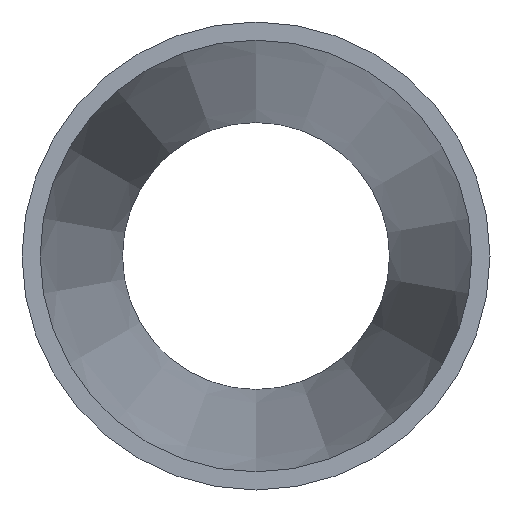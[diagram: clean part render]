
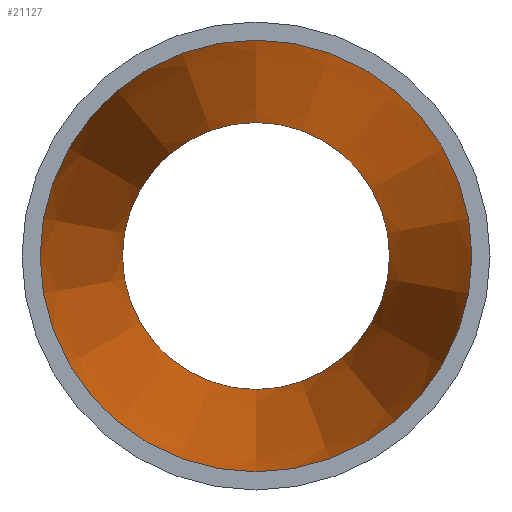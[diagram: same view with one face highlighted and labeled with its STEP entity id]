
A CAD part, front view. The second image highlights one B-rep face of the part: STEP entity #21127.
In plain terms, the highlighted conical face has half-angle 6.865 degrees and reference radius 23.986 mm.
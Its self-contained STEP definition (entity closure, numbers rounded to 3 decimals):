
#557 = DIRECTION ( 'NONE',  ( 0., -1., 0. ) ) ;
#1525 = AXIS2_PLACEMENT_3D ( 'NONE', #3939, #14536, #5786 ) ;
#2588 = CIRCLE ( 'NONE', #12245, 23.986 ) ;
#3939 = CARTESIAN_POINT ( 'NONE',  ( 0., 0., 0. ) ) ;
#4495 = CONICAL_SURFACE ( 'NONE', #1525, 23.986, 0.12 ) ;
#4578 = VERTEX_POINT ( 'NONE', #22614 ) ;
#5401 = CIRCLE ( 'NONE', #18427, 14.836 ) ;
#5786 = DIRECTION ( 'NONE',  ( 0., 0., -1. ) ) ;
#6944 = EDGE_LOOP ( 'NONE', ( #21354 ) ) ;
#10473 = DIRECTION ( 'NONE',  ( 0., 0., -1. ) ) ;
#10666 = FACE_OUTER_BOUND ( 'NONE', #11924, .T. ) ;
#11924 = EDGE_LOOP ( 'NONE', ( #17717 ) ) ;
#12020 = VERTEX_POINT ( 'NONE', #19128 ) ;
#12245 = AXIS2_PLACEMENT_3D ( 'NONE', #16861, #557, #20138 ) ;
#12591 = DIRECTION ( 'NONE',  ( 0., -1., 0. ) ) ;
#12675 = FACE_BOUND ( 'NONE', #6944, .T. ) ;
#14536 = DIRECTION ( 'NONE',  ( 0., -1., 0. ) ) ;
#14733 = EDGE_CURVE ( 'NONE', #12020, #12020, #5401, .T. ) ;
#16861 = CARTESIAN_POINT ( 'NONE',  ( 0., 0., 0. ) ) ;
#17710 = CARTESIAN_POINT ( 'NONE',  ( 0., 76., 0. ) ) ;
#17717 = ORIENTED_EDGE ( 'NONE', *, *, #18657, .T. ) ;
#18427 = AXIS2_PLACEMENT_3D ( 'NONE', #17710, #12591, #10473 ) ;
#18657 = EDGE_CURVE ( 'NONE', #4578, #4578, #2588, .T. ) ;
#19128 = CARTESIAN_POINT ( 'NONE',  ( 0., 76., -14.836 ) ) ;
#20138 = DIRECTION ( 'NONE',  ( 0., 0., -1. ) ) ;
#21127 = ADVANCED_FACE ( 'NONE', ( #12675, #10666 ), #4495, .F. ) ;
#21354 = ORIENTED_EDGE ( 'NONE', *, *, #14733, .F. ) ;
#22614 = CARTESIAN_POINT ( 'NONE',  ( 0., 0., -23.986 ) ) ;
